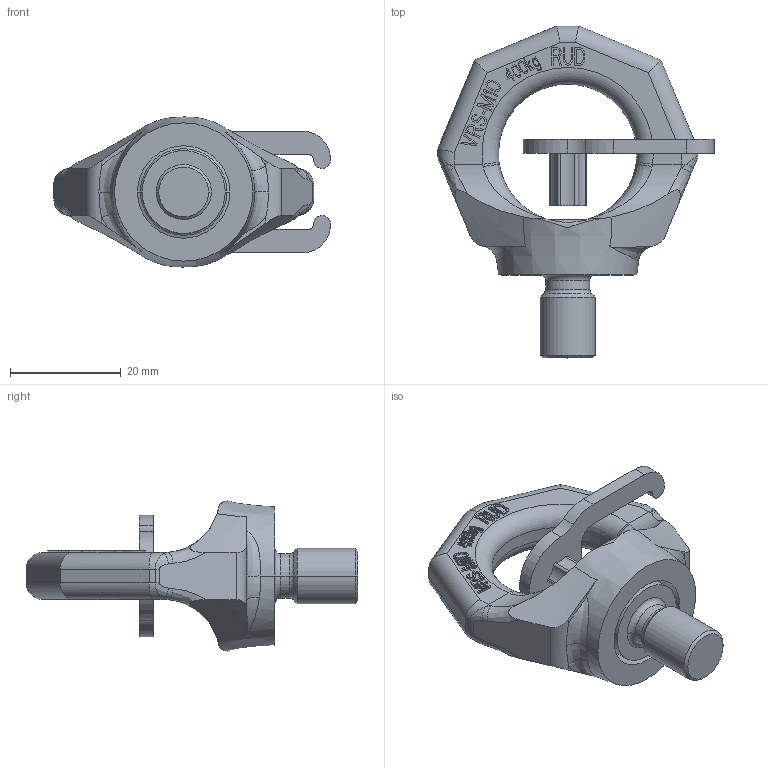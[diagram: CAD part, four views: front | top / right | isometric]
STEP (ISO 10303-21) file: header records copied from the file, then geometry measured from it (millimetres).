
FILE_DESCRIPTION((''),'2;1');
FILE_NAME('001-M09504-P-5_ASM','2004-10-11T',('Haas'),(''),'PRO/ENGINEER BY PARAMETRIC TECHNOLOGY CORPORATION, 2003450','PRO/ENGINEER BY PARAMETRIC TECHNOLOGY CORPORATION, 2003450','');
FILE_SCHEMA(('CONFIG_CONTROL_DESIGN'));
Length unit declared in the file: millimetre
Products named in the file (5): 001-M09504-P-1; 001-M09504-P-2; 001-M09504-P-3_ASM; 001-M09504-P-4; 001-M09504-P-5_ASM
Assembly tree (4 placements, depth 3):
  001-M09504-P-5_ASM
    001-M09504-P-3_ASM
      001-M09504-P-1
      001-M09504-P-2
    001-M09504-P-4
Bounding box: 50 x 60 x 27.13 mm (x, y, z)
Volume: 14746.9 mm3; surface area: 7936.4 mm2
Topology: 3 solids, 3 shells, 585 faces, 1608 edges, 1048 vertices
Faces by surface type: plane 466, cylinder 65, bspline 30, torus 14, cone 10
Entity records: 20807 total; most frequent: CARTESIAN_POINT 6028, ORIENTED_EDGE 3204, DIRECTION 2764, EDGE_CURVE 1602, VECTOR 1368, LINE 1368, VERTEX_POINT 1048, AXIS2_PLACEMENT_3D 698
